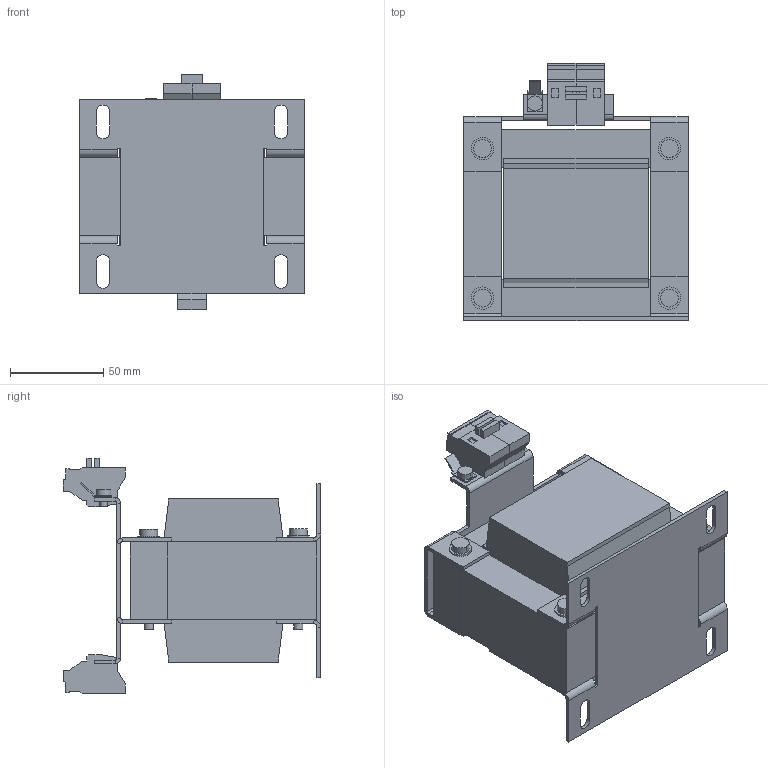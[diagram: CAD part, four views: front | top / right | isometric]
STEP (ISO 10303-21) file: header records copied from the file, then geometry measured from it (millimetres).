
FILE_DESCRIPTION (( 'STEP AP214' ), '1' );
FILE_NAME ('209260.STEP', '2020-07-23T05:47:26', ( '' ), ( '' ), 'SwSTEP 2.0', 'SolidWorks 2018', '' );
FILE_SCHEMA (( 'AUTOMOTIVE_DESIGN' ));
Length unit declared in the file: millimetre
Products named in the file (1): 209260
Bounding box: 120 x 137.7 x 126 mm (x, y, z)
Volume: 780936.9 mm3; surface area: 120894.7 mm2
Topology: 1 solids, 1 shells, 394 faces, 973 edges, 605 vertices
Faces by surface type: plane 306, cylinder 88
Entity records: 11497 total; most frequent: CARTESIAN_POINT 1973, ORIENTED_EDGE 1946, DIRECTION 1945, EDGE_CURVE 973, VECTOR 791, LINE 791, VERTEX_POINT 605, AXIS2_PLACEMENT_3D 577
